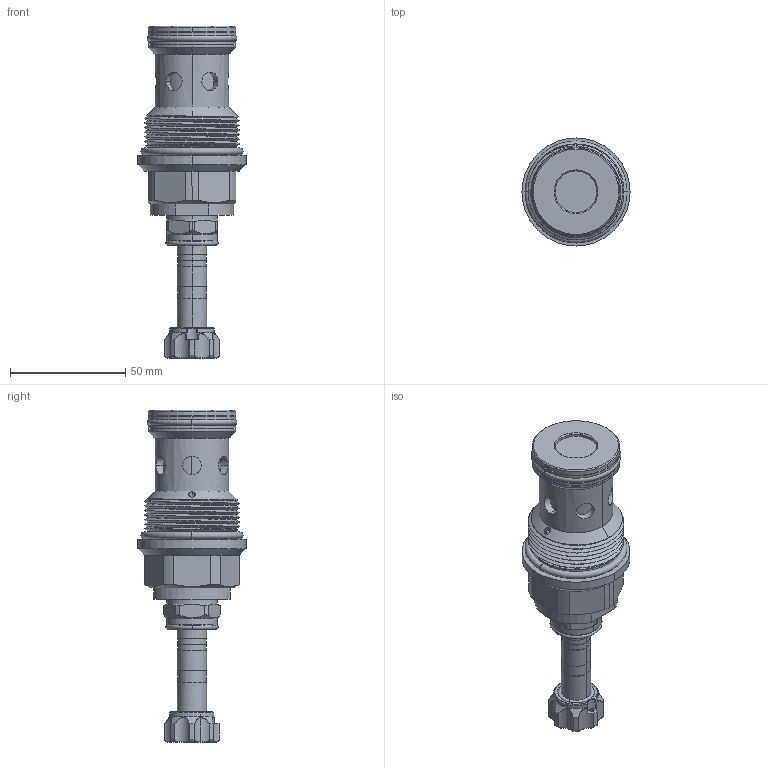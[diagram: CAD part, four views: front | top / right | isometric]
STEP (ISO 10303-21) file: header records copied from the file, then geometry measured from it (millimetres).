
FILE_DESCRIPTION (( 'STEP AP203' ), '1' );
FILE_NAME ('EP42M2A03N95.STEP', '2024-07-04T05:14:07', ( '' ), ( '' ), 'SwSTEP 2.0', 'SolidWorks 2018', '' );
FILE_SCHEMA (( 'CONFIG_CONTROL_DESIGN' ));
Length unit declared in the file: millimetre
Products named in the file (1): EP42M2A03N95
Bounding box: 46.8 x 46.8 x 143.75 mm (x, y, z)
Volume: 103555.5 mm3; surface area: 20616.2 mm2
Topology: 1 solids, 1 shells, 296 faces, 683 edges, 412 vertices
Faces by surface type: cylinder 133, plane 45, cone 44, torus 37, bspline 37
Entity records: 13474 total; most frequent: CARTESIAN_POINT 7003, ORIENTED_EDGE 1362, DIRECTION 1309, EDGE_CURVE 681, AXIS2_PLACEMENT_3D 558, VERTEX_POINT 412, EDGE_LOOP 323, CIRCLE 298
